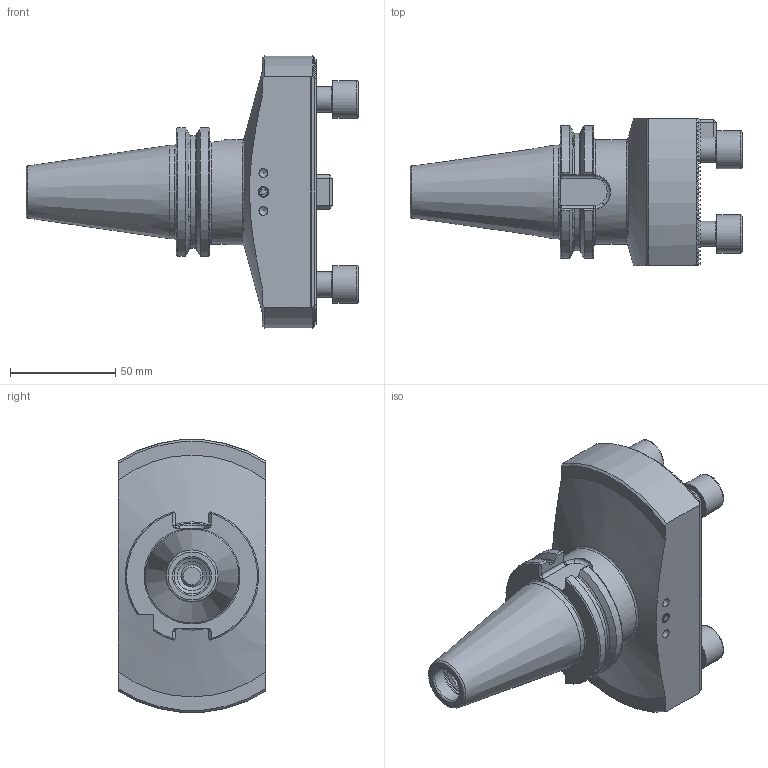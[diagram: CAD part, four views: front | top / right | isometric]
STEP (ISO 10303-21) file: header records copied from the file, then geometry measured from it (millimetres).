
FILE_DESCRIPTION (( 'STEP AP214' ), '1' );
FILE_NAME ('SK4.Ko1.K01.069.STEP', '2020-08-13T14:56:19', ( '' ), ( '' ), 'SwSTEP 2.0', 'SolidWorks 2017', '' );
FILE_SCHEMA (( 'AUTOMOTIVE_DESIGN' ));
Length unit declared in the file: millimetre
Products named in the file (7): SK4-Ko1.K01.069_A; ISO 4762 M12 x 25; ISO 4762 M6 x 16; DIN 908 - M12x1.5; SK4.Ko1.K01.069; ISO 4026 - M5 x 8; Ko1-ER1.001.016_A
Assembly tree (10 placements, depth 2):
  SK4.Ko1.K01.069
    SK4-Ko1.K01.069_A
    ISO 4026 - M5 x 8  x2
    DIN 908 - M12x1.5
    ISO 4762 M12 x 25  x4
    ISO 4762 M6 x 16
    Ko1-ER1.001.016_A
Bounding box: 157.9 x 70 x 129.58 mm (x, y, z)
Volume: 392696.1 mm3; surface area: 72489.1 mm2
Topology: 10 solids, 10 shells, 775 faces, 2134 edges, 1383 vertices
Faces by surface type: plane 502, cylinder 169, cone 65, torus 35, bspline 4
Full cylindrical faces by diameter (mm): 4.2 x6, 5 x3, 6 x1, 6.5 x1, 7.245 x1, 10 x1, 10.2 x8, 10.5 x2, 12 x5, 14 x1, 17 x2, 17.45 x1, 18 x4, 19 x1, 44.45 x1, 50 x1
Entity records: 24706 total; most frequent: CARTESIAN_POINT 7758, ORIENTED_EDGE 3724, DIRECTION 2941, EDGE_CURVE 1862, VERTEX_POINT 1255, AXIS2_PLACEMENT_3D 1099, EDGE_LOOP 789, FACE_OUTER_BOUND 744
